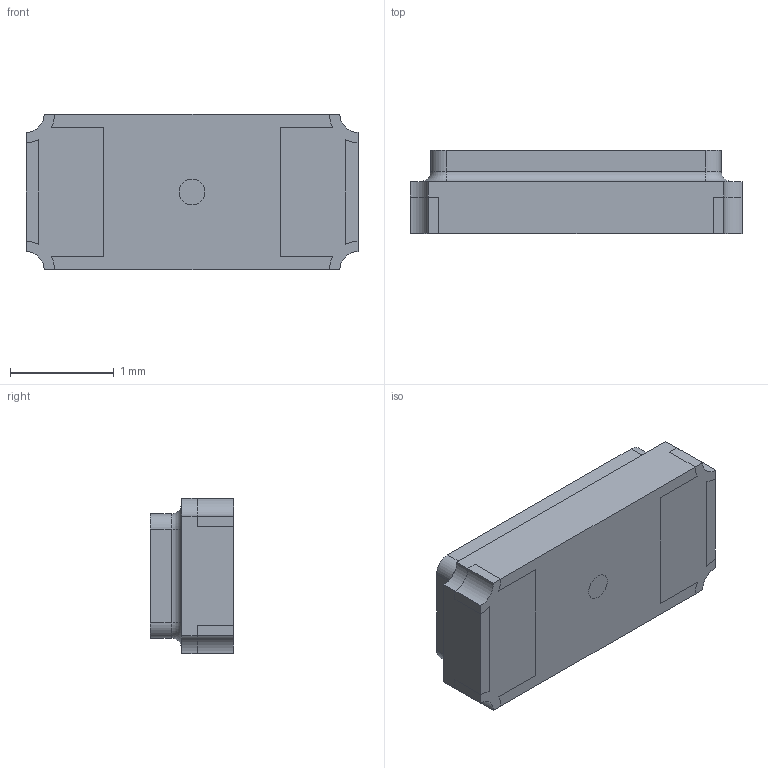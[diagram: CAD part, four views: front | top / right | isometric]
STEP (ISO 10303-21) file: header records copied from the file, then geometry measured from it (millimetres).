
FILE_DESCRIPTION (( 'STEP AP214' ), '1' );
FILE_NAME ('FC-135 32.7680KA-AG3.STEP', '2022-03-12T07:04:45', ( '' ), ( '' ), 'SwSTEP 2.0', 'SolidWorks 2018', '' );
FILE_SCHEMA (( 'AUTOMOTIVE_DESIGN' ));
Length unit declared in the file: millimetre
Products named in the file (1): FC-135 32.7680KA-AG3
Bounding box: 3.2 x 0.8 x 1.5 mm (x, y, z)
Volume: 3.4 mm3; surface area: 31.9 mm2
Topology: 5 solids, 5 shells, 88 faces, 228 edges, 152 vertices
Faces by surface type: plane 48, cylinder 36, torus 4
Entity records: 3640 total; most frequent: DIRECTION 486, CARTESIAN_POINT 469, ORIENTED_EDGE 456, EDGE_CURVE 228, AXIS2_PLACEMENT_3D 169, VERTEX_POINT 152, LINE 148, VECTOR 148
